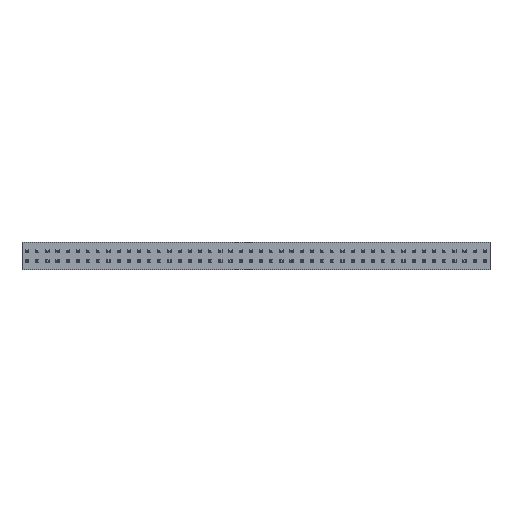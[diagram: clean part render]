
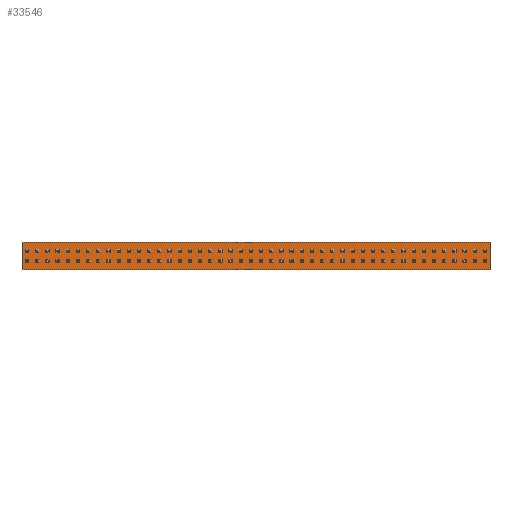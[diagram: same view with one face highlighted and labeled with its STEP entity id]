
A CAD part, top view. The second image highlights one B-rep face of the part: STEP entity #33546.
In plain terms, the highlighted face is planar.
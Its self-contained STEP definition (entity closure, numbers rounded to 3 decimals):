
#33414 = EDGE_CURVE('',#33415,#33417,#33419,.T.);
#33415 = VERTEX_POINT('',#33416);
#33416 = CARTESIAN_POINT('',(-29.21,1.778,-1.715));
#33417 = VERTEX_POINT('',#33418);
#33418 = CARTESIAN_POINT('',(-29.21,1.778,1.715));
#33419 = LINE('',#33420,#33421);
#33420 = CARTESIAN_POINT('',(-29.21,1.778,-1.715));
#33421 = VECTOR('',#33422,1.);
#33422 = DIRECTION('',(0.,0.,1.));
#33454 = EDGE_CURVE('',#33417,#33455,#33457,.T.);
#33455 = VERTEX_POINT('',#33456);
#33456 = CARTESIAN_POINT('',(29.21,1.778,1.715));
#33457 = LINE('',#33458,#33459);
#33458 = CARTESIAN_POINT('',(-29.21,1.778,1.715));
#33459 = VECTOR('',#33460,1.);
#33460 = DIRECTION('',(1.,0.,0.));
#33485 = EDGE_CURVE('',#33455,#33486,#33488,.T.);
#33486 = VERTEX_POINT('',#33487);
#33487 = CARTESIAN_POINT('',(29.21,1.778,-1.715));
#33488 = LINE('',#33489,#33490);
#33489 = CARTESIAN_POINT('',(29.21,1.778,1.715));
#33490 = VECTOR('',#33491,1.);
#33491 = DIRECTION('',(0.,0.,-1.));
#33516 = EDGE_CURVE('',#33486,#33415,#33517,.T.);
#33517 = LINE('',#33518,#33519);
#33518 = CARTESIAN_POINT('',(29.21,1.778,-1.715));
#33519 = VECTOR('',#33520,1.);
#33520 = DIRECTION('',(-1.,0.,0.));
#33546 = ADVANCED_FACE('',(#33547),#33553,.T.);
#33547 = FACE_BOUND('',#33548,.T.);
#33548 = EDGE_LOOP('',(#33549,#33550,#33551,#33552));
#33549 = ORIENTED_EDGE('',*,*,#33414,.T.);
#33550 = ORIENTED_EDGE('',*,*,#33454,.T.);
#33551 = ORIENTED_EDGE('',*,*,#33485,.T.);
#33552 = ORIENTED_EDGE('',*,*,#33516,.T.);
#33553 = PLANE('',#33554);
#33554 = AXIS2_PLACEMENT_3D('',#33555,#33556,#33557);
#33555 = CARTESIAN_POINT('',(0.,1.778,0.));
#33556 = DIRECTION('',(0.,1.,0.));
#33557 = DIRECTION('',(0.,-0.,1.));
